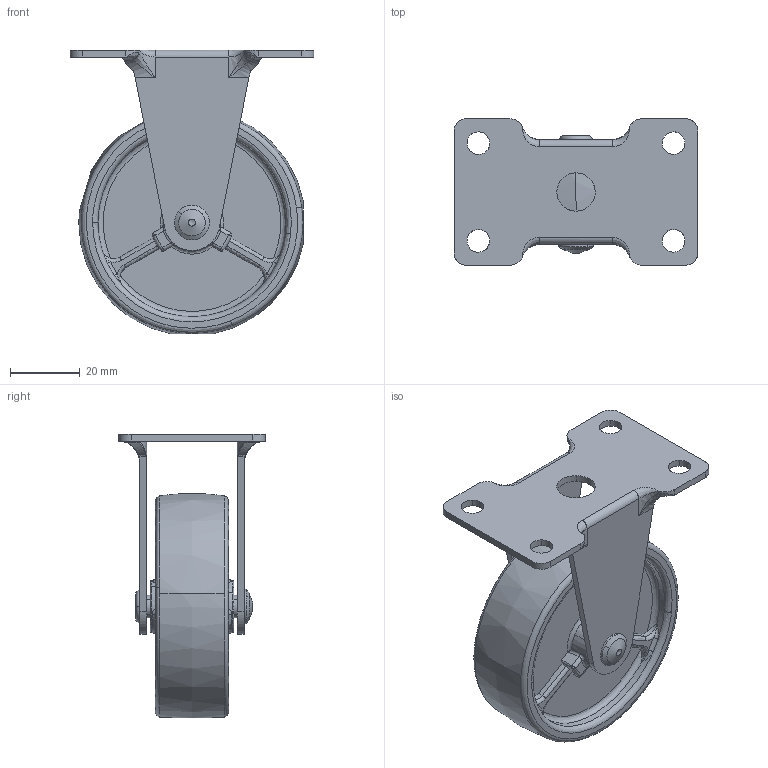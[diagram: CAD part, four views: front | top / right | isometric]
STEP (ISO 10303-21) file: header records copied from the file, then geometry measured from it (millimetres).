
FILE_DESCRIPTION((''),'2;1');
FILE_NAME('','2006-01-18T10:58:01',(''),(''),'','CADfix','');
FILE_SCHEMA(('AUTOMOTIVE_DESIGN'));
Length unit declared in the file: millimetre
Products named in the file (4): wheel; body; axle; 320ER_N65_13565_36
Assembly tree (3 placements, depth 2):
  320ER_N65_13565_36
    wheel
    body
    axle
Bounding box: 70 x 42 x 81.46 mm (x, y, z)
Volume: 59683.2 mm3; surface area: 24895.2 mm2
Topology: 3 solids, 3 shells, 319 faces, 930 edges, 583 vertices
Faces by surface type: bspline 319
Entity records: 17901 total; most frequent: CARTESIAN_POINT 12585, ORIENTED_EDGE 1780, EDGE_CURVE 890, B_SPLINE_CURVE_WITH_KNOTS 606, VERTEX_POINT 583, EDGE_LOOP 341, FACE_OUTER_BOUND 319, ADVANCED_FACE 319
